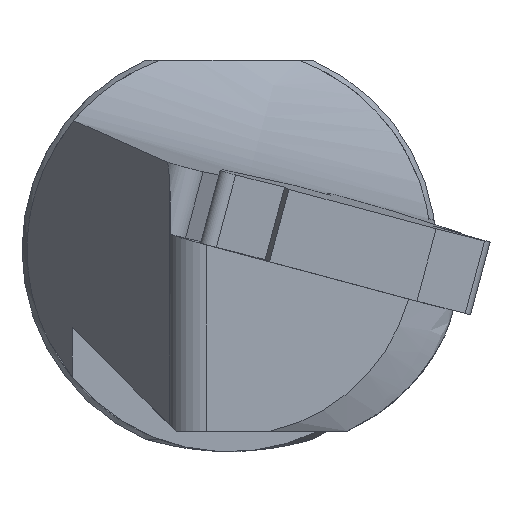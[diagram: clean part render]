
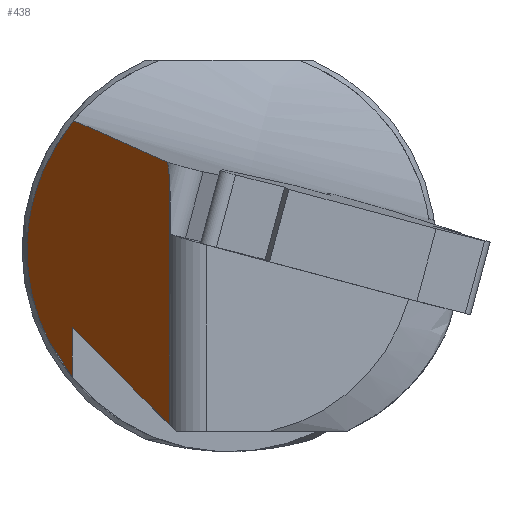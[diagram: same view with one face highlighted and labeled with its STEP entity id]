
A CAD part, left-side view. The second image highlights one B-rep face of the part: STEP entity #438.
In plain terms, the highlighted planar face has unit normal (-0.259, 0.966, 0).
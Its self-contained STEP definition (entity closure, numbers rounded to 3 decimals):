
#31=ELLIPSE('',#1172,37.671,9.75);
#35=ELLIPSE('',#1194,4.113,1.);
#60=B_SPLINE_CURVE_WITH_KNOTS('',3,(#1774,#1775,#1776,#1777,#1778,#1779,
#1780,#1781,#1782,#1783),.UNSPECIFIED.,.F.,.F.,(4,1,1,2,2,4),(0.,0.25,
0.375,0.437,0.5,1.),.UNSPECIFIED.);
#438=ADVANCED_FACE('',(#507),#468,.F.);
#468=PLANE('',#1195);
#507=FACE_OUTER_BOUND('',#552,.T.);
#552=EDGE_LOOP('',(#758,#759,#760,#761,#762,#763));
#758=ORIENTED_EDGE('',*,*,#959,.F.);
#759=ORIENTED_EDGE('',*,*,#991,.T.);
#760=ORIENTED_EDGE('',*,*,#992,.T.);
#761=ORIENTED_EDGE('',*,*,#993,.T.);
#762=ORIENTED_EDGE('',*,*,#994,.T.);
#763=ORIENTED_EDGE('',*,*,#989,.T.);
#863=VERTEX_POINT('',#1652);
#864=VERTEX_POINT('',#1653);
#884=VERTEX_POINT('',#1784);
#885=VERTEX_POINT('',#1988);
#886=VERTEX_POINT('',#1990);
#887=VERTEX_POINT('',#1992);
#959=EDGE_CURVE('',#863,#864,#31,.T.);
#989=EDGE_CURVE('',#884,#864,#60,.T.);
#991=EDGE_CURVE('',#863,#885,#1062,.T.);
#992=EDGE_CURVE('',#885,#886,#1063,.T.);
#993=EDGE_CURVE('',#886,#887,#1064,.T.);
#994=EDGE_CURVE('',#887,#884,#35,.T.);
#1062=LINE('',#1987,#1126);
#1063=LINE('',#1989,#1127);
#1064=LINE('',#1991,#1128);
#1126=VECTOR('',#1376,1.);
#1127=VECTOR('',#1377,1.);
#1128=VECTOR('',#1378,1.);
#1172=AXIS2_PLACEMENT_3D('',#1651,#1324,#1325);
#1194=AXIS2_PLACEMENT_3D('',#1993,#1379,#1380);
#1195=AXIS2_PLACEMENT_3D('',#1994,#1381,#1382);
#1324=DIRECTION('',(0.259,-0.966,0.));
#1325=DIRECTION('',(-0.966,-0.259,0.));
#1376=DIRECTION('',(0.,0.,1.));
#1377=DIRECTION('',(-0.935,-0.251,-0.251));
#1378=DIRECTION('',(0.,0.,1.));
#1379=DIRECTION('',(-0.259,0.966,0.));
#1380=DIRECTION('',(0.092,0.025,-0.995));
#1381=DIRECTION('',(0.259,-0.966,0.));
#1382=DIRECTION('',(0.966,0.259,0.));
#1651=CARTESIAN_POINT('',(-9.227,0.,0.));
#1652=CARTESIAN_POINT('',(19.,7.563,-6.153));
#1653=CARTESIAN_POINT('',(18.744,7.495,6.236));
#1774=CARTESIAN_POINT('',(2.037,3.018,4.247));
#1775=CARTESIAN_POINT('',(3.718,3.469,4.414));
#1776=CARTESIAN_POINT('',(6.016,4.084,4.641));
#1777=CARTESIAN_POINT('',(8.31,4.699,4.868));
#1778=CARTESIAN_POINT('',(9.209,4.94,4.957));
#1779=CARTESIAN_POINT('',(9.791,5.096,5.014));
#1780=CARTESIAN_POINT('',(10.035,5.161,5.038));
#1781=CARTESIAN_POINT('',(13.195,6.008,5.35));
#1782=CARTESIAN_POINT('',(16.045,6.772,5.468));
#1783=CARTESIAN_POINT('',(18.744,7.495,6.236));
#1784=CARTESIAN_POINT('',(2.037,3.018,4.247));
#1987=CARTESIAN_POINT('',(19.,7.563,-230.563));
#1988=CARTESIAN_POINT('',(19.,7.563,-3.75));
#1989=CARTESIAN_POINT('',(-50.471,-11.051,-22.365));
#1990=CARTESIAN_POINT('',(1.578,2.895,-8.418));
#1991=CARTESIAN_POINT('',(1.578,2.895,-230.563));
#1992=CARTESIAN_POINT('',(1.578,2.895,3.55));
#1993=CARTESIAN_POINT('',(2.415,3.12,0.153));
#1994=CARTESIAN_POINT('',(1.578,2.895,-230.563));
